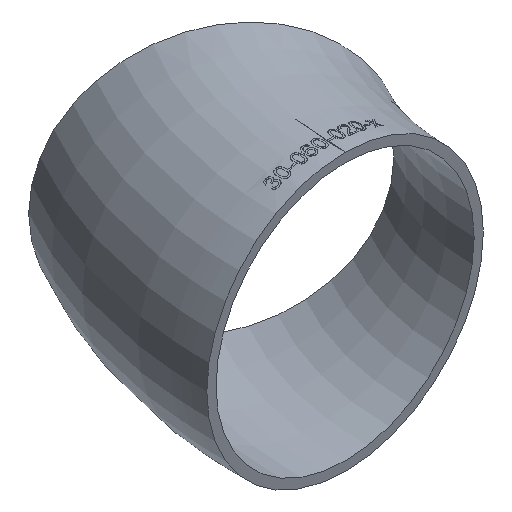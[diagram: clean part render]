
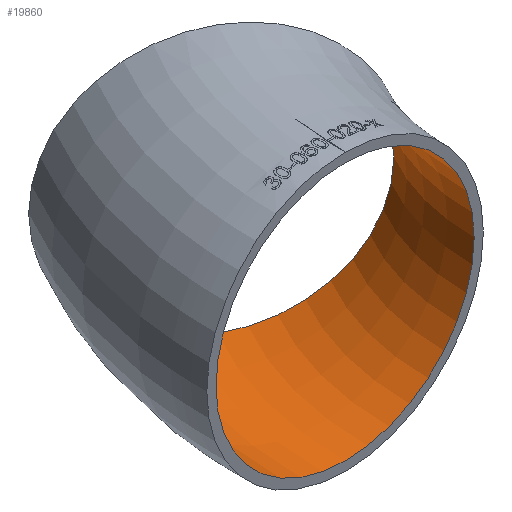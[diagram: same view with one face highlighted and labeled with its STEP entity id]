
A CAD part, isometric view. The second image highlights one B-rep face of the part: STEP entity #19860.
In plain terms, the highlighted toroidal (fillet/blend) face has major radius 76 mm and minor radius 28.15 mm.
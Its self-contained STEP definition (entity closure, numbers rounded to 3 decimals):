
#1315 = EDGE_CURVE ( 'NONE', #22182, #22182, #10930, .T. ) ;
#1522 = CARTESIAN_POINT ( 'NONE',  ( -76., 0., 28.15 ) ) ;
#2198 = CARTESIAN_POINT ( 'NONE',  ( 0., 0., 0. ) ) ;
#3776 = DIRECTION ( 'NONE',  ( 0., 0., -1. ) ) ;
#5123 = CARTESIAN_POINT ( 'NONE',  ( -76., 0., 0. ) ) ;
#5141 = EDGE_LOOP ( 'NONE', ( #20817 ) ) ;
#6431 = EDGE_LOOP ( 'NONE', ( #16429 ) ) ;
#8063 = AXIS2_PLACEMENT_3D ( 'NONE', #5123, #10473, #12080 ) ;
#8775 = VERTEX_POINT ( 'NONE', #1522 ) ;
#10473 = DIRECTION ( 'NONE',  ( 0., 1., 0. ) ) ;
#10930 = CIRCLE ( 'NONE', #12393, 28.15 ) ;
#10952 = FACE_OUTER_BOUND ( 'NONE', #5141, .T. ) ;
#12080 = DIRECTION ( 'NONE',  ( 0., 0., 1. ) ) ;
#12393 = AXIS2_PLACEMENT_3D ( 'NONE', #22120, #18893, #14063 ) ;
#13908 = TOROIDAL_SURFACE ( 'NONE', #15377, 76., 28.15 ) ;
#14063 = DIRECTION ( 'NONE',  ( -0.866, 0.5, 0. ) ) ;
#15377 = AXIS2_PLACEMENT_3D ( 'NONE', #2198, #3776, #21145 ) ;
#16429 = ORIENTED_EDGE ( 'NONE', *, *, #1315, .T. ) ;
#16695 = CARTESIAN_POINT ( 'NONE',  ( -90.197, 52.075, 0. ) ) ;
#17908 = CIRCLE ( 'NONE', #8063, 28.15 ) ;
#18893 = DIRECTION ( 'NONE',  ( 0.5, 0.866, 0. ) ) ;
#19237 = EDGE_CURVE ( 'NONE', #8775, #8775, #17908, .T. ) ;
#19419 = FACE_OUTER_BOUND ( 'NONE', #6431, .T. ) ;
#19860 = ADVANCED_FACE ( 'NONE', ( #19419, #10952 ), #13908, .F. ) ;
#20817 = ORIENTED_EDGE ( 'NONE', *, *, #19237, .F. ) ;
#21145 = DIRECTION ( 'NONE',  ( -1., 0., 0. ) ) ;
#22120 = CARTESIAN_POINT ( 'NONE',  ( -65.818, 38., 0. ) ) ;
#22182 = VERTEX_POINT ( 'NONE', #16695 ) ;
